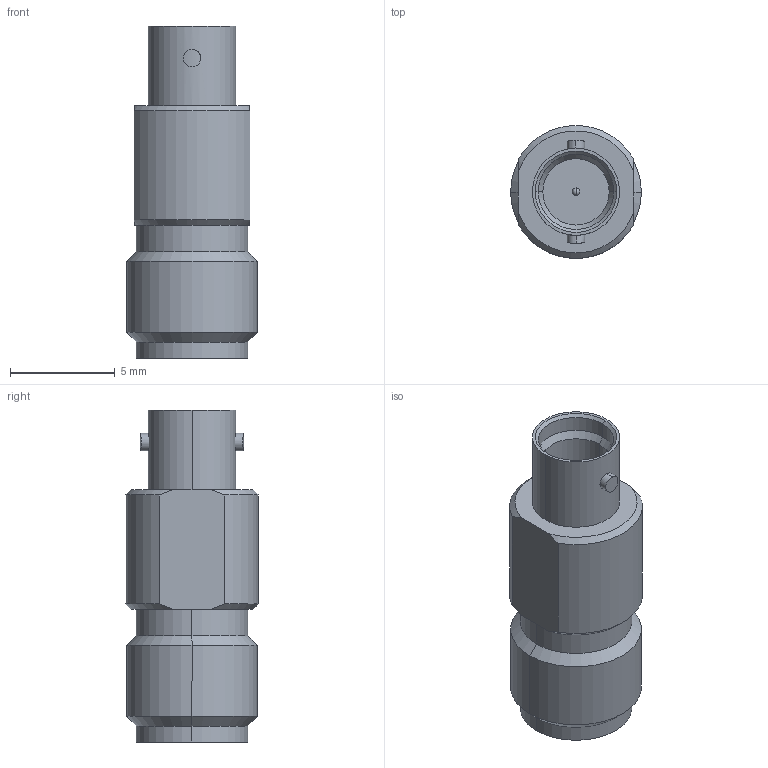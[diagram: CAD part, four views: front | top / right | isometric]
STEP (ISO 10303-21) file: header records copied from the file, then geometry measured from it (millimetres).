
FILE_DESCRIPTION (( 'STEP AP214' ), '1' );
FILE_NAME ('SF1112-6144.STEP', '2017-02-28T20:23:55', ( '' ), ( '' ), 'SwSTEP 2.0', 'SolidWorks 2016', '' );
FILE_SCHEMA (( 'AUTOMOTIVE_DESIGN' ));
Length unit declared in the file: inch
Products named in the file (1): SF1112-6144
Bounding box: 6.25 x 6.33 x 15.88 mm (x, y, z)
Volume: 339.5 mm3; surface area: 399.3 mm2
Topology: 1 solids, 1 shells, 48 faces, 104 edges, 63 vertices
Faces by surface type: cylinder 20, cone 14, plane 8, bspline 4, sphere 2
Entity records: 2261 total; most frequent: CARTESIAN_POINT 574, DIRECTION 224, ORIENTED_EDGE 204, EDGE_CURVE 102, AXIS2_PLACEMENT_3D 93, VERTEX_POINT 63, EDGE_LOOP 55, LENGTH_MEASURE_WITH_UNIT 50
